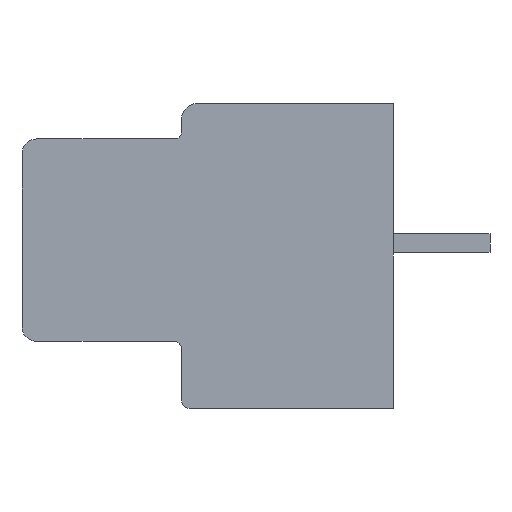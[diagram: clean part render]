
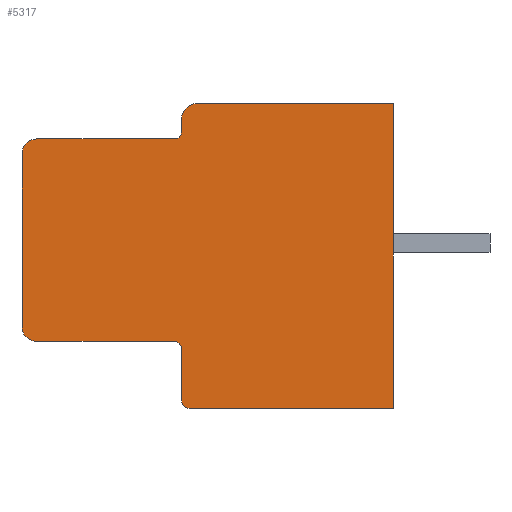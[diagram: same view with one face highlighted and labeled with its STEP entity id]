
A CAD part, left-side view. The second image highlights one B-rep face of the part: STEP entity #5317.
In plain terms, the highlighted planar face has unit normal (-1, 0, 0).
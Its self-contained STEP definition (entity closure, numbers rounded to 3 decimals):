
#134=CARTESIAN_POINT('',(-10.16,2.9,-8.));
#135=DIRECTION('',(1.,0.,0.));
#136=DIRECTION('',(0.,0.,-1.));
#137=AXIS2_PLACEMENT_3D('',#134,#135,#136);
#139=DIRECTION('',(0.,0.,1.));
#140=VECTOR('',#139,1.4);
#141=CARTESIAN_POINT('',(-10.16,3.1,-8.));
#142=LINE('',#141,#140);
#143=CARTESIAN_POINT('',(-10.16,3.3,-6.6));
#144=DIRECTION('',(-1.,0.,0.));
#145=DIRECTION('',(0.,-1.,0.));
#146=AXIS2_PLACEMENT_3D('',#143,#144,#145);
#148=DIRECTION('',(0.,1.,0.));
#149=VECTOR('',#148,3.7);
#150=CARTESIAN_POINT('',(-10.16,3.3,-6.4));
#151=LINE('',#150,#149);
#152=CARTESIAN_POINT('',(-10.16,7.,-6.));
#153=DIRECTION('',(1.,0.,0.));
#154=DIRECTION('',(0.,0.,-1.));
#155=AXIS2_PLACEMENT_3D('',#152,#153,#154);
#157=DIRECTION('',(0.,0.,1.));
#158=VECTOR('',#157,4.65);
#159=CARTESIAN_POINT('',(-10.16,7.4,-6.));
#160=LINE('',#159,#158);
#161=CARTESIAN_POINT('',(-10.16,7.,-1.35));
#162=DIRECTION('',(1.,0.,0.));
#163=DIRECTION('',(0.,1.,0.));
#164=AXIS2_PLACEMENT_3D('',#161,#162,#163);
#166=DIRECTION('',(0.,-1.,0.));
#167=VECTOR('',#166,3.7);
#168=CARTESIAN_POINT('',(-10.16,7.,-0.95));
#169=LINE('',#168,#167);
#170=CARTESIAN_POINT('',(-10.16,3.3,-0.75));
#171=DIRECTION('',(-1.,0.,0.));
#172=DIRECTION('',(0.,0.,-1.));
#173=AXIS2_PLACEMENT_3D('',#170,#171,#172);
#175=DIRECTION('',(0.,0.,1.));
#176=VECTOR('',#175,0.35);
#177=CARTESIAN_POINT('',(-10.16,3.1,-0.75));
#178=LINE('',#177,#176);
#179=CARTESIAN_POINT('',(-10.16,2.7,-0.4));
#180=DIRECTION('',(1.,0.,0.));
#181=DIRECTION('',(0.,1.,0.));
#182=AXIS2_PLACEMENT_3D('',#179,#180,#181);
#184=DIRECTION('',(0.,-1.,0.));
#185=VECTOR('',#184,5.3);
#186=CARTESIAN_POINT('',(-10.16,2.7,0.));
#187=LINE('',#186,#185);
#188=DIRECTION('',(0.,0.,-1.));
#189=VECTOR('',#188,8.2);
#190=CARTESIAN_POINT('',(-10.16,-2.6,0.));
#191=LINE('',#190,#189);
#192=DIRECTION('',(0.,1.,0.));
#193=VECTOR('',#192,5.5);
#194=CARTESIAN_POINT('',(-10.16,-2.6,-8.2));
#195=LINE('',#194,#193);
#4202=CARTESIAN_POINT('',(-10.16,7.4,-6.));
#4203=CARTESIAN_POINT('',(-10.16,7.4,-1.35));
#4204=VERTEX_POINT('',#4202);
#4205=VERTEX_POINT('',#4203);
#4206=CARTESIAN_POINT('',(-10.16,2.7,0.));
#4207=CARTESIAN_POINT('',(-10.16,-2.6,0.));
#4208=VERTEX_POINT('',#4206);
#4209=VERTEX_POINT('',#4207);
#4210=CARTESIAN_POINT('',(-10.16,-2.6,-8.2));
#4211=VERTEX_POINT('',#4210);
#4212=CARTESIAN_POINT('',(-10.16,2.9,-8.2));
#4213=VERTEX_POINT('',#4212);
#4226=CARTESIAN_POINT('',(-10.16,3.1,-8.));
#4227=VERTEX_POINT('',#4226);
#4228=CARTESIAN_POINT('',(-10.16,3.1,-6.6));
#4229=VERTEX_POINT('',#4228);
#4230=CARTESIAN_POINT('',(-10.16,3.3,-6.4));
#4231=VERTEX_POINT('',#4230);
#4232=CARTESIAN_POINT('',(-10.16,7.,-6.4));
#4233=VERTEX_POINT('',#4232);
#4234=CARTESIAN_POINT('',(-10.16,7.,-0.95));
#4235=VERTEX_POINT('',#4234);
#4236=CARTESIAN_POINT('',(-10.16,3.3,-0.95));
#4237=VERTEX_POINT('',#4236);
#4238=CARTESIAN_POINT('',(-10.16,3.1,-0.75));
#4239=VERTEX_POINT('',#4238);
#4240=CARTESIAN_POINT('',(-10.16,3.1,-0.4));
#4241=VERTEX_POINT('',#4240);
#5282=CARTESIAN_POINT('',(-10.16,0.,0.));
#5283=DIRECTION('',(1.,0.,0.));
#5284=DIRECTION('',(0.,-1.,0.));
#5285=AXIS2_PLACEMENT_3D('',#5282,#5283,#5284);
#5286=PLANE('',#5285);
#5288=ORIENTED_EDGE('',*,*,#5287,.T.);
#5290=ORIENTED_EDGE('',*,*,#5289,.T.);
#5292=ORIENTED_EDGE('',*,*,#5291,.T.);
#5294=ORIENTED_EDGE('',*,*,#5293,.T.);
#5296=ORIENTED_EDGE('',*,*,#5295,.T.);
#5298=ORIENTED_EDGE('',*,*,#5297,.T.);
#5300=ORIENTED_EDGE('',*,*,#5299,.T.);
#5302=ORIENTED_EDGE('',*,*,#5301,.T.);
#5304=ORIENTED_EDGE('',*,*,#5303,.T.);
#5306=ORIENTED_EDGE('',*,*,#5305,.T.);
#5308=ORIENTED_EDGE('',*,*,#5307,.T.);
#5310=ORIENTED_EDGE('',*,*,#5309,.T.);
#5312=ORIENTED_EDGE('',*,*,#5311,.T.);
#5314=ORIENTED_EDGE('',*,*,#5313,.T.);
#5315=EDGE_LOOP('',(#5288,#5290,#5292,#5294,#5296,#5298,#5300,#5302,#5304,#5306,
#5308,#5310,#5312,#5314));
#5316=FACE_OUTER_BOUND('',#5315,.F.);
#138=CIRCLE('',#137,0.2);
#147=CIRCLE('',#146,0.2);
#156=CIRCLE('',#155,0.4);
#165=CIRCLE('',#164,0.4);
#174=CIRCLE('',#173,0.2);
#183=CIRCLE('',#182,0.4);
#5287=EDGE_CURVE('',#4213,#4227,#138,.T.);
#5289=EDGE_CURVE('',#4227,#4229,#142,.T.);
#5291=EDGE_CURVE('',#4229,#4231,#147,.T.);
#5293=EDGE_CURVE('',#4231,#4233,#151,.T.);
#5295=EDGE_CURVE('',#4233,#4204,#156,.T.);
#5297=EDGE_CURVE('',#4204,#4205,#160,.T.);
#5299=EDGE_CURVE('',#4205,#4235,#165,.T.);
#5301=EDGE_CURVE('',#4235,#4237,#169,.T.);
#5303=EDGE_CURVE('',#4237,#4239,#174,.T.);
#5305=EDGE_CURVE('',#4239,#4241,#178,.T.);
#5307=EDGE_CURVE('',#4241,#4208,#183,.T.);
#5309=EDGE_CURVE('',#4208,#4209,#187,.T.);
#5311=EDGE_CURVE('',#4209,#4211,#191,.T.);
#5313=EDGE_CURVE('',#4211,#4213,#195,.T.);
#5317=ADVANCED_FACE('',(#5316),#5286,.F.);
